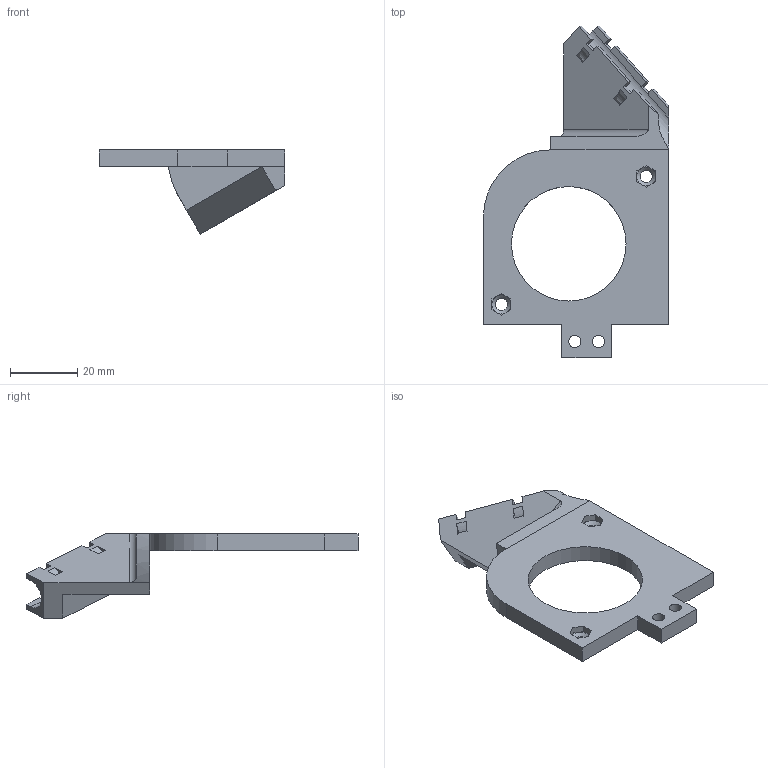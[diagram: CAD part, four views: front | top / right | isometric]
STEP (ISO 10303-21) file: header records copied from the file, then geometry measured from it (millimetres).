
FILE_DESCRIPTION(('FreeCAD Model'),'2;1');
FILE_NAME('CentrifugalFanHolder_30-45.step','2020-10-11T10:46:47',( 'Author'),(''),'Open CASCADE STEP processor 7.3','FreeCAD','Unknown' );
FILE_SCHEMA(('AUTOMOTIVE_DESIGN { 1 0 10303 214 1 1 1 1 }'));
Length unit declared in the file: millimetre
Products named in the file (1): CentrifugalFanHolder_30/45
Bounding box: 55 x 98.59 x 25.02 mm (x, y, z)
Volume: 15461.2 mm3; surface area: 9344 mm2
Topology: 1 solids, 1 shells, 90 faces, 272 edges, 174 vertices
Faces by surface type: plane 65, cylinder 21, cone 4
Full cylindrical faces by diameter (mm): 3.6 x4, 34 x1
Entity records: 6849 total; most frequent: CARTESIAN_POINT 1438, DIRECTION 1009, LINE 694, VECTOR 694, ORIENTED_EDGE 544, PCURVE 544, DEFINITIONAL_REPRESENTATION 544, EDGE_CURVE 272
